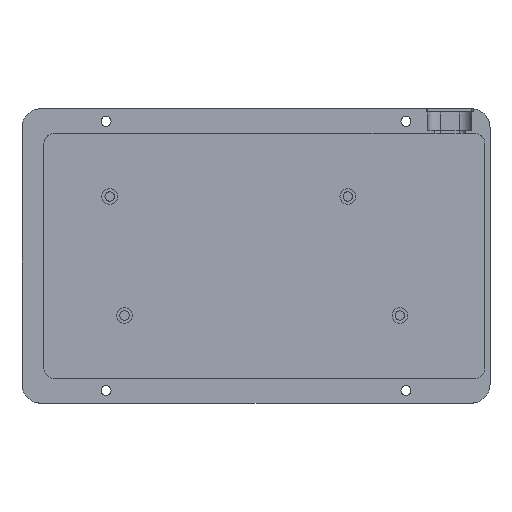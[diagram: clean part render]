
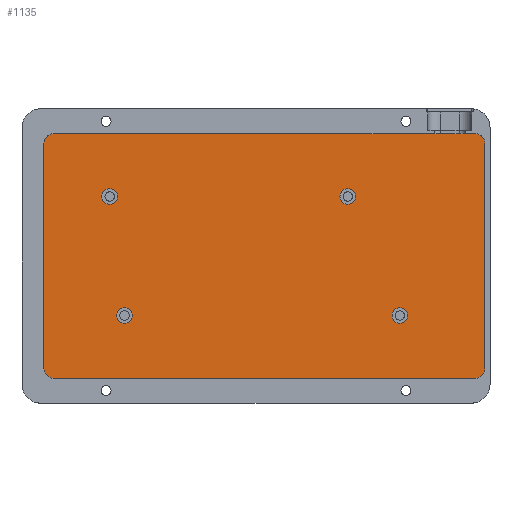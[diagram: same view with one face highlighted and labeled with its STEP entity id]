
A CAD part, top view. The second image highlights one B-rep face of the part: STEP entity #1135.
In plain terms, the highlighted planar face has unit normal (0, 0, 1).
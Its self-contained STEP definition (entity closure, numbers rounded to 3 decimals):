
#28=FACE_BOUND('',#190,.T.);
#29=FACE_BOUND('',#191,.T.);
#30=FACE_BOUND('',#192,.T.);
#31=FACE_BOUND('',#193,.T.);
#54=PLANE('',#1266);
#113=FACE_OUTER_BOUND('',#189,.T.);
#189=EDGE_LOOP('',(#918,#919,#920,#921,#922,#923,#924,#925));
#190=EDGE_LOOP('',(#926));
#191=EDGE_LOOP('',(#927));
#192=EDGE_LOOP('',(#928));
#193=EDGE_LOOP('',(#929));
#258=LINE('',#1880,#343);
#266=LINE('',#1904,#351);
#267=LINE('',#1913,#352);
#268=LINE('',#1915,#353);
#343=VECTOR('',#1542,10.);
#351=VECTOR('',#1562,10.);
#352=VECTOR('',#1573,10.);
#353=VECTOR('',#1576,10.);
#429=CIRCLE('',#1228,2.5);
#433=CIRCLE('',#1235,2.5);
#437=CIRCLE('',#1243,2.5);
#441=CIRCLE('',#1251,2.5);
#445=CIRCLE('',#1260,3.);
#447=CIRCLE('',#1264,3.);
#449=CIRCLE('',#1267,3.);
#450=CIRCLE('',#1268,3.);
#509=VERTEX_POINT('',#1823);
#513=VERTEX_POINT('',#1836);
#517=VERTEX_POINT('',#1850);
#521=VERTEX_POINT('',#1864);
#525=VERTEX_POINT('',#1877);
#526=VERTEX_POINT('',#1879);
#531=VERTEX_POINT('',#1891);
#532=VERTEX_POINT('',#1892);
#536=VERTEX_POINT('',#1901);
#537=VERTEX_POINT('',#1909);
#538=VERTEX_POINT('',#1910);
#539=VERTEX_POINT('',#1912);
#639=EDGE_CURVE('',#509,#509,#429,.T.);
#645=EDGE_CURVE('',#513,#513,#433,.T.);
#651=EDGE_CURVE('',#517,#517,#437,.T.);
#657=EDGE_CURVE('',#521,#521,#441,.T.);
#663=EDGE_CURVE('',#526,#525,#258,.T.);
#669=EDGE_CURVE('',#531,#532,#445,.T.);
#675=EDGE_CURVE('',#536,#531,#266,.T.);
#676=EDGE_CURVE('',#525,#536,#447,.T.);
#678=EDGE_CURVE('',#537,#538,#449,.T.);
#679=EDGE_CURVE('',#538,#539,#267,.T.);
#680=EDGE_CURVE('',#539,#526,#450,.T.);
#681=EDGE_CURVE('',#532,#537,#268,.T.);
#918=ORIENTED_EDGE('',*,*,#678,.T.);
#919=ORIENTED_EDGE('',*,*,#679,.T.);
#920=ORIENTED_EDGE('',*,*,#680,.T.);
#921=ORIENTED_EDGE('',*,*,#663,.T.);
#922=ORIENTED_EDGE('',*,*,#676,.T.);
#923=ORIENTED_EDGE('',*,*,#675,.T.);
#924=ORIENTED_EDGE('',*,*,#669,.T.);
#925=ORIENTED_EDGE('',*,*,#681,.T.);
#926=ORIENTED_EDGE('',*,*,#645,.T.);
#927=ORIENTED_EDGE('',*,*,#657,.T.);
#928=ORIENTED_EDGE('',*,*,#651,.T.);
#929=ORIENTED_EDGE('',*,*,#639,.T.);
#1135=ADVANCED_FACE('',(#113,#28,#29,#30,#31),#54,.F.);
#1228=AXIS2_PLACEMENT_3D('',#1824,#1474,#1475);
#1235=AXIS2_PLACEMENT_3D('',#1837,#1490,#1491);
#1243=AXIS2_PLACEMENT_3D('',#1851,#1508,#1509);
#1251=AXIS2_PLACEMENT_3D('',#1865,#1526,#1527);
#1260=AXIS2_PLACEMENT_3D('',#1893,#1552,#1553);
#1264=AXIS2_PLACEMENT_3D('',#1906,#1565,#1566);
#1266=AXIS2_PLACEMENT_3D('',#1908,#1569,#1570);
#1267=AXIS2_PLACEMENT_3D('',#1911,#1571,#1572);
#1268=AXIS2_PLACEMENT_3D('',#1914,#1574,#1575);
#1474=DIRECTION('center_axis',(0.,0.,
-1.));
#1475=DIRECTION('ref_axis',(1.,0.,0.));
#1490=DIRECTION('center_axis',(0.,0.,
-1.));
#1491=DIRECTION('ref_axis',(1.,0.,0.));
#1508=DIRECTION('center_axis',(0.,0.,
-1.));
#1509=DIRECTION('ref_axis',(1.,0.,0.));
#1526=DIRECTION('center_axis',(0.,0.,
-1.));
#1527=DIRECTION('ref_axis',(1.,0.,0.));
#1542=DIRECTION('',(-1.,0.,0.));
#1552=DIRECTION('center_axis',(0.,0.,
1.));
#1553=DIRECTION('ref_axis',(-0.707,-0.707,0.));
#1562=DIRECTION('',(0.,-1.,0.));
#1565=DIRECTION('center_axis',(0.,0.,
1.));
#1566=DIRECTION('ref_axis',(-0.707,0.707,0.));
#1569=DIRECTION('center_axis',(0.,0.,
-1.));
#1570=DIRECTION('ref_axis',(1.,0.,0.));
#1571=DIRECTION('center_axis',(0.,0.,
1.));
#1572=DIRECTION('ref_axis',(0.707,-0.707,0.));
#1573=DIRECTION('',(0.,1.,0.));
#1574=DIRECTION('center_axis',(0.,0.,
1.));
#1575=DIRECTION('ref_axis',(0.707,0.707,0.));
#1576=DIRECTION('',(1.,0.,0.));
#1823=CARTESIAN_POINT('',(113.419,22.05,2.));
#1824=CARTESIAN_POINT('Origin',(115.919,22.05,2.));
#1836=CARTESIAN_POINT('',(25.313,22.05,2.));
#1837=CARTESIAN_POINT('Origin',(27.813,22.05,2.));
#1850=CARTESIAN_POINT('',(96.75,60.15,2.));
#1851=CARTESIAN_POINT('Origin',(99.25,60.15,2.));
#1864=CARTESIAN_POINT('',(20.55,60.15,2.));
#1865=CARTESIAN_POINT('Origin',(23.05,60.15,2.));
#1877=CARTESIAN_POINT('',(5.,80.2,2.));
#1879=CARTESIAN_POINT('',(140.113,80.2,2.));
#1880=CARTESIAN_POINT('',(37.438,80.2,2.));
#1891=CARTESIAN_POINT('',(2.,5.,2.));
#1892=CARTESIAN_POINT('',(5.,2.,2.));
#1893=CARTESIAN_POINT('Origin',(5.,5.,2.));
#1901=CARTESIAN_POINT('',(2.,77.2,2.));
#1904=CARTESIAN_POINT('',(2.,23.05,2.));
#1906=CARTESIAN_POINT('Origin',(5.,77.2,2.));
#1908=CARTESIAN_POINT('Origin',(69.876,41.1,2.));
#1909=CARTESIAN_POINT('',(140.113,2.,2.));
#1910=CARTESIAN_POINT('',(143.113,5.,2.));
#1911=CARTESIAN_POINT('Origin',(140.113,5.,2.));
#1912=CARTESIAN_POINT('',(143.113,77.2,2.));
#1913=CARTESIAN_POINT('',(143.113,59.15,2.));
#1914=CARTESIAN_POINT('Origin',(140.113,77.2,2.));
#1915=CARTESIAN_POINT('',(104.994,2.,2.));
